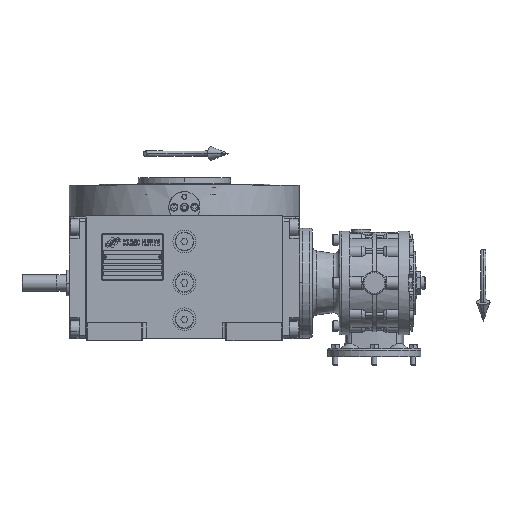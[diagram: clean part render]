
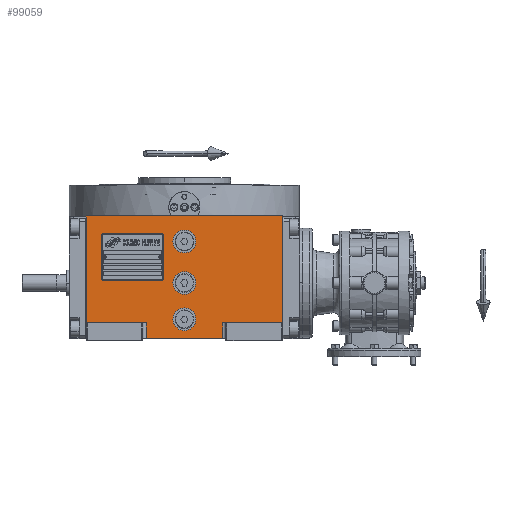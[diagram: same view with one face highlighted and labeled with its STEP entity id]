
A CAD part, top view. The second image highlights one B-rep face of the part: STEP entity #99059.
In plain terms, the highlighted planar face has unit normal (0, 0, 1).
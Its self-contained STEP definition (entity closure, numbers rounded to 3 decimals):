
#801 = DIRECTION ( 'NONE',  ( 0., 1., 0. ) ) ;
#1034 = ORIENTED_EDGE ( 'NONE', *, *, #74487, .T. ) ;
#1223 = CIRCLE ( 'NONE', #105213, 11. ) ;
#2131 = VERTEX_POINT ( 'NONE', #26344 ) ;
#2527 = EDGE_CURVE ( 'NONE', #2131, #83873, #101687, .T. ) ;
#3644 = ORIENTED_EDGE ( 'NONE', *, *, #23556, .F. ) ;
#6903 = CARTESIAN_POINT ( 'NONE',  ( 94.5, -38.5, 163.5 ) ) ;
#7040 = DIRECTION ( 'NONE',  ( 0., 0., 1. ) ) ;
#8546 = AXIS2_PLACEMENT_3D ( 'NONE', #79346, #106649, #81072 ) ;
#8641 = ORIENTED_EDGE ( 'NONE', *, *, #90346, .F. ) ;
#10495 = CARTESIAN_POINT ( 'NONE',  ( 37., -38.5, 163.5 ) ) ;
#11066 = CARTESIAN_POINT ( 'NONE',  ( 94.5, 64.5, 163.5 ) ) ;
#13028 = CARTESIAN_POINT ( 'NONE',  ( -37., -53.5, 163.5 ) ) ;
#14474 = VERTEX_POINT ( 'NONE', #98949 ) ;
#17633 = CARTESIAN_POINT ( 'NONE',  ( -11., 40., 163.5 ) ) ;
#18174 = EDGE_CURVE ( 'NONE', #44944, #61159, #110754, .T. ) ;
#18847 = VECTOR ( 'NONE', #86866, 1000. ) ;
#19668 = EDGE_CURVE ( 'NONE', #44944, #21627, #80452, .T. ) ;
#20014 = AXIS2_PLACEMENT_3D ( 'NONE', #81267, #7040, #99274 ) ;
#20714 = EDGE_LOOP ( 'NONE', ( #101893, #72173 ) ) ;
#21016 = ORIENTED_EDGE ( 'NONE', *, *, #24626, .T. ) ;
#21627 = VERTEX_POINT ( 'NONE', #58036 ) ;
#22020 = DIRECTION ( 'NONE',  ( -1., 0., 0. ) ) ;
#22083 = DIRECTION ( 'NONE',  ( 0., 0., 1. ) ) ;
#22185 = VERTEX_POINT ( 'NONE', #40494 ) ;
#23365 = PLANE ( 'NONE',  #92020 ) ;
#23556 = EDGE_CURVE ( 'NONE', #22185, #61159, #42231, .T. ) ;
#24626 = EDGE_CURVE ( 'NONE', #83738, #25702, #86572, .T. ) ;
#25702 = VERTEX_POINT ( 'NONE', #11066 ) ;
#26344 = CARTESIAN_POINT ( 'NONE',  ( 11., 40., 163.5 ) ) ;
#26552 = VECTOR ( 'NONE', #40366, 1000. ) ;
#26783 = CARTESIAN_POINT ( 'NONE',  ( -94.5, 64.5, 163.5 ) ) ;
#30361 = CARTESIAN_POINT ( 'NONE',  ( -94.5, -53.5, 163.5 ) ) ;
#32268 = CARTESIAN_POINT ( 'NONE',  ( 11., -35., 163.5 ) ) ;
#32766 = VERTEX_POINT ( 'NONE', #76512 ) ;
#33499 = DIRECTION ( 'NONE',  ( 0., 1., 0. ) ) ;
#33566 = DIRECTION ( 'NONE',  ( 1., 0., 0. ) ) ;
#34026 = VECTOR ( 'NONE', #33499, 1000. ) ;
#36029 = CARTESIAN_POINT ( 'NONE',  ( -37., -38.5, 163.5 ) ) ;
#36381 = CIRCLE ( 'NONE', #8546, 11. ) ;
#39154 = CARTESIAN_POINT ( 'NONE',  ( 37., -53.5, 163.5 ) ) ;
#39350 = VECTOR ( 'NONE', #801, 1000. ) ;
#40366 = DIRECTION ( 'NONE',  ( 1., 0., 0. ) ) ;
#40494 = CARTESIAN_POINT ( 'NONE',  ( -37., -53.5, 163.5 ) ) ;
#40828 = FACE_BOUND ( 'NONE', #112058, .T. ) ;
#42231 = LINE ( 'NONE', #113135, #34026 ) ;
#42597 = EDGE_CURVE ( 'NONE', #22185, #94150, #100818, .T. ) ;
#43871 = VECTOR ( 'NONE', #104566, 1000. ) ;
#44944 = VERTEX_POINT ( 'NONE', #95749 ) ;
#45996 = AXIS2_PLACEMENT_3D ( 'NONE', #71408, #105154, #70268 ) ;
#47022 = LINE ( 'NONE', #73782, #96228 ) ;
#48610 = EDGE_CURVE ( 'NONE', #83873, #2131, #60800, .T. ) ;
#49108 = CARTESIAN_POINT ( 'NONE',  ( 94.5, -38.5, 163.5 ) ) ;
#50557 = CARTESIAN_POINT ( 'NONE',  ( 11., 0., 163.5 ) ) ;
#51389 = LINE ( 'NONE', #111432, #18847 ) ;
#52355 = ORIENTED_EDGE ( 'NONE', *, *, #90920, .F. ) ;
#55163 = DIRECTION ( 'NONE',  ( 1., 0., 0. ) ) ;
#57763 = VECTOR ( 'NONE', #81409, 1000. ) ;
#58036 = CARTESIAN_POINT ( 'NONE',  ( -94.5, 64.5, 163.5 ) ) ;
#58970 = VERTEX_POINT ( 'NONE', #32268 ) ;
#59827 = ORIENTED_EDGE ( 'NONE', *, *, #93304, .F. ) ;
#60800 = CIRCLE ( 'NONE', #64506, 11. ) ;
#61159 = VERTEX_POINT ( 'NONE', #36029 ) ;
#64191 = ORIENTED_EDGE ( 'NONE', *, *, #114268, .F. ) ;
#64506 = AXIS2_PLACEMENT_3D ( 'NONE', #88082, #93499, #22020 ) ;
#66551 = CARTESIAN_POINT ( 'NONE',  ( -94.5, -38.5, 163.5 ) ) ;
#67280 = AXIS2_PLACEMENT_3D ( 'NONE', #103905, #95189, #33566 ) ;
#68119 = FACE_BOUND ( 'NONE', #89672, .T. ) ;
#68216 = CIRCLE ( 'NONE', #45996, 11. ) ;
#70268 = DIRECTION ( 'NONE',  ( -1., 0., 0. ) ) ;
#70405 = LINE ( 'NONE', #26783, #57763 ) ;
#70633 = ORIENTED_EDGE ( 'NONE', *, *, #18174, .T. ) ;
#71160 = CARTESIAN_POINT ( 'NONE',  ( -94.5, -38.5, 163.5 ) ) ;
#71408 = CARTESIAN_POINT ( 'NONE',  ( 0., -35., 163.5 ) ) ;
#72173 = ORIENTED_EDGE ( 'NONE', *, *, #48610, .F. ) ;
#73782 = CARTESIAN_POINT ( 'NONE',  ( 37., -38.5, 163.5 ) ) ;
#74487 = EDGE_CURVE ( 'NONE', #104752, #83738, #47022, .T. ) ;
#76269 = DIRECTION ( 'NONE',  ( 0., 0., 1. ) ) ;
#76512 = CARTESIAN_POINT ( 'NONE',  ( -11., -35., 163.5 ) ) ;
#78052 = VECTOR ( 'NONE', #103165, 1000. ) ;
#79346 = CARTESIAN_POINT ( 'NONE',  ( 0., 0., 163.5 ) ) ;
#80099 = EDGE_CURVE ( 'NONE', #14474, #106025, #36381, .T. ) ;
#80452 = LINE ( 'NONE', #71160, #39350 ) ;
#81072 = DIRECTION ( 'NONE',  ( -1., 0., 0. ) ) ;
#81267 = CARTESIAN_POINT ( 'NONE',  ( 0., 40., 163.5 ) ) ;
#81409 = DIRECTION ( 'NONE',  ( 1., 0., 0. ) ) ;
#83738 = VERTEX_POINT ( 'NONE', #49108 ) ;
#83873 = VERTEX_POINT ( 'NONE', #17633 ) ;
#86572 = LINE ( 'NONE', #6903, #43871 ) ;
#86866 = DIRECTION ( 'NONE',  ( 0., -1., 0. ) ) ;
#88082 = CARTESIAN_POINT ( 'NONE',  ( 0., 40., 163.5 ) ) ;
#89672 = EDGE_LOOP ( 'NONE', ( #59827, #90847 ) ) ;
#90346 = EDGE_CURVE ( 'NONE', #21627, #25702, #70405, .T. ) ;
#90847 = ORIENTED_EDGE ( 'NONE', *, *, #80099, .F. ) ;
#90920 = EDGE_CURVE ( 'NONE', #104752, #94150, #51389, .T. ) ;
#92020 = AXIS2_PLACEMENT_3D ( 'NONE', #30361, #76269, #101884 ) ;
#93304 = EDGE_CURVE ( 'NONE', #106025, #14474, #97019, .T. ) ;
#93499 = DIRECTION ( 'NONE',  ( 0., 0., 1. ) ) ;
#94150 = VERTEX_POINT ( 'NONE', #39154 ) ;
#95189 = DIRECTION ( 'NONE',  ( 0., 0., 1. ) ) ;
#95749 = CARTESIAN_POINT ( 'NONE',  ( -94.5, -38.5, 163.5 ) ) ;
#95811 = ORIENTED_EDGE ( 'NONE', *, *, #100080, .F. ) ;
#96228 = VECTOR ( 'NONE', #55163, 1000. ) ;
#97019 = CIRCLE ( 'NONE', #67280, 11. ) ;
#98949 = CARTESIAN_POINT ( 'NONE',  ( -11., 0., 163.5 ) ) ;
#99059 = ADVANCED_FACE ( 'NONE', ( #68119, #40828, #110002, #110591 ), #23365, .T. ) ;
#99274 = DIRECTION ( 'NONE',  ( 1., 0., 0. ) ) ;
#100080 = EDGE_CURVE ( 'NONE', #58970, #32766, #1223, .T. ) ;
#100818 = LINE ( 'NONE', #13028, #26552 ) ;
#101687 = CIRCLE ( 'NONE', #20014, 11. ) ;
#101884 = DIRECTION ( 'NONE',  ( 1., 0., 0. ) ) ;
#101893 = ORIENTED_EDGE ( 'NONE', *, *, #2527, .F. ) ;
#103165 = DIRECTION ( 'NONE',  ( 1., 0., 0. ) ) ;
#103865 = EDGE_LOOP ( 'NONE', ( #114611, #52355, #1034, #21016, #8641, #114313, #70633, #3644 ) ) ;
#103905 = CARTESIAN_POINT ( 'NONE',  ( 0., 0., 163.5 ) ) ;
#104566 = DIRECTION ( 'NONE',  ( 0., 1., 0. ) ) ;
#104752 = VERTEX_POINT ( 'NONE', #10495 ) ;
#105154 = DIRECTION ( 'NONE',  ( 0., 0., 1. ) ) ;
#105161 = DIRECTION ( 'NONE',  ( 1., 0., 0. ) ) ;
#105213 = AXIS2_PLACEMENT_3D ( 'NONE', #110437, #22083, #105161 ) ;
#106025 = VERTEX_POINT ( 'NONE', #50557 ) ;
#106649 = DIRECTION ( 'NONE',  ( 0., 0., 1. ) ) ;
#110002 = FACE_BOUND ( 'NONE', #20714, .T. ) ;
#110437 = CARTESIAN_POINT ( 'NONE',  ( 0., -35., 163.5 ) ) ;
#110591 = FACE_OUTER_BOUND ( 'NONE', #103865, .T. ) ;
#110754 = LINE ( 'NONE', #66551, #78052 ) ;
#111432 = CARTESIAN_POINT ( 'NONE',  ( 37., -38.5, 163.5 ) ) ;
#112058 = EDGE_LOOP ( 'NONE', ( #95811, #64191 ) ) ;
#113135 = CARTESIAN_POINT ( 'NONE',  ( -37., -53.5, 163.5 ) ) ;
#114268 = EDGE_CURVE ( 'NONE', #32766, #58970, #68216, .T. ) ;
#114313 = ORIENTED_EDGE ( 'NONE', *, *, #19668, .F. ) ;
#114611 = ORIENTED_EDGE ( 'NONE', *, *, #42597, .T. ) ;
